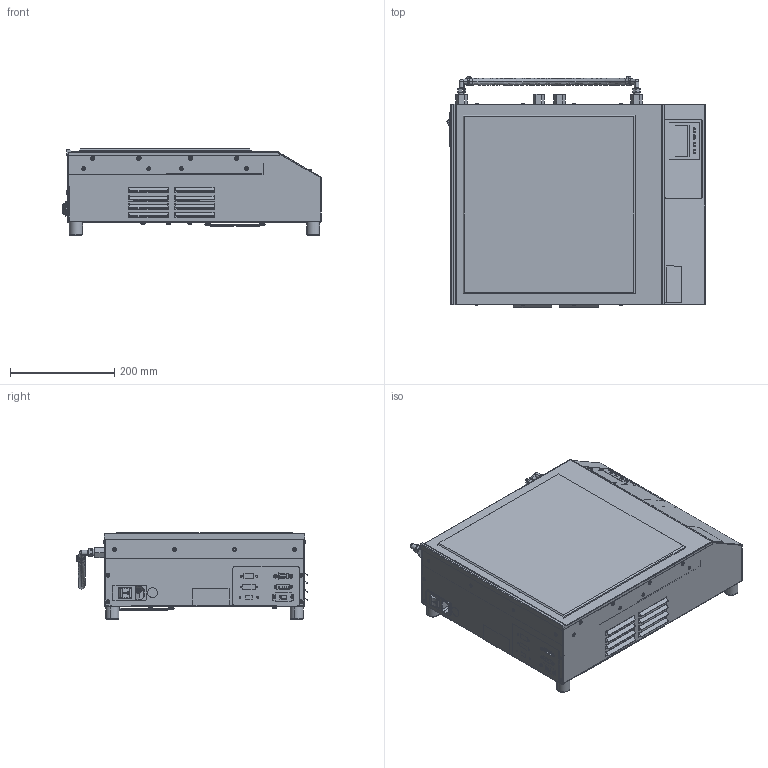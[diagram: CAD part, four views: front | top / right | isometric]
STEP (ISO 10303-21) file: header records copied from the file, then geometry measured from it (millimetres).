
FILE_DESCRIPTION (( 'STEP AP203' ), '1' );
FILE_NAME ('LHP-1800CPV.STEP', '2017-05-24T18:40:49', ( '' ), ( '' ), 'SwSTEP 2.0', 'SolidWorks 2017', '' );
FILE_SCHEMA (( 'CONFIG_CONTROL_DESIGN' ));
Products named in the file (1): LHP-1800CPV
Bounding box: 495.24 x 443.5 x 165.48 mm (x, y, z)
Surface area: 1324294.6 mm2 (no closed solid volume)
Topology: 0 solids, 183 shells, 929 faces, 5099 edges, 4230 vertices
Faces by surface type: plane 360, cylinder 265, bspline 145, cone 71, torus 46, sphere 42
Entity records: 66462 total; most frequent: CARTESIAN_POINT 27210, DIRECTION 8324, ORIENTED_EDGE 6384, EDGE_CURVE 5095, VERTEX_POINT 4230, AXIS2_PLACEMENT_3D 2943, LINE 2438, VECTOR 2438
